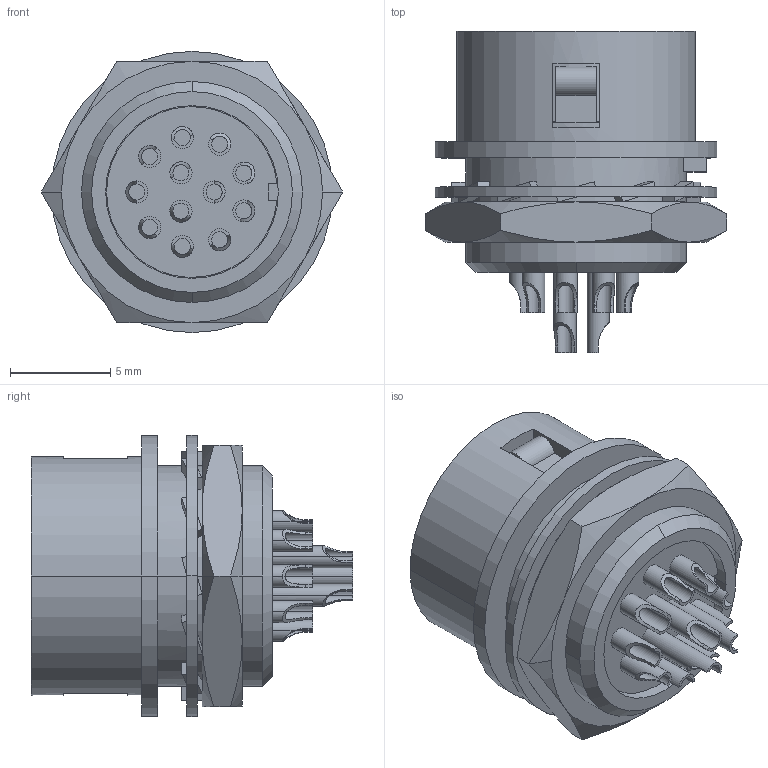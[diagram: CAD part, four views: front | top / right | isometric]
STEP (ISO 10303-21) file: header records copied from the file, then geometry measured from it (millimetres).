
FILE_DESCRIPTION(('CoCreate Modeling STEP Export'),'2;1');
FILE_NAME('HR10A-10R-12P.stp','2009-12-11T14:13:21',(''),(''),'CoCreate Modeling STEP processor for AP214 (Solid Model)','CoCreate Modeling 16.00B 02-Dec-2008 (C) Parametric Technology GmbH','');
FILE_SCHEMA(('AUTOMOTIVE_DESIGN { 1 0 10303 214 1 1 1 1 }'));
Length unit declared in the file: millimetre
Products named in the file (1): HRA-10R-12P
Bounding box: 15.01 x 16 x 14 mm (x, y, z)
Volume: 887.3 mm3; surface area: 1559.5 mm2
Topology: 1 solids, 1 shells, 345 faces, 1007 edges, 670 vertices
Faces by surface type: plane 189, cylinder 130, cone 26
Entity records: 15782 total; most frequent: CARTESIAN_POINT 7228, ORIENTED_EDGE 2014, DIRECTION 1561, EDGE_CURVE 1007, VERTEX_POINT 670, VECTOR 529, LINE 529, AXIS2_PLACEMENT_3D 516
